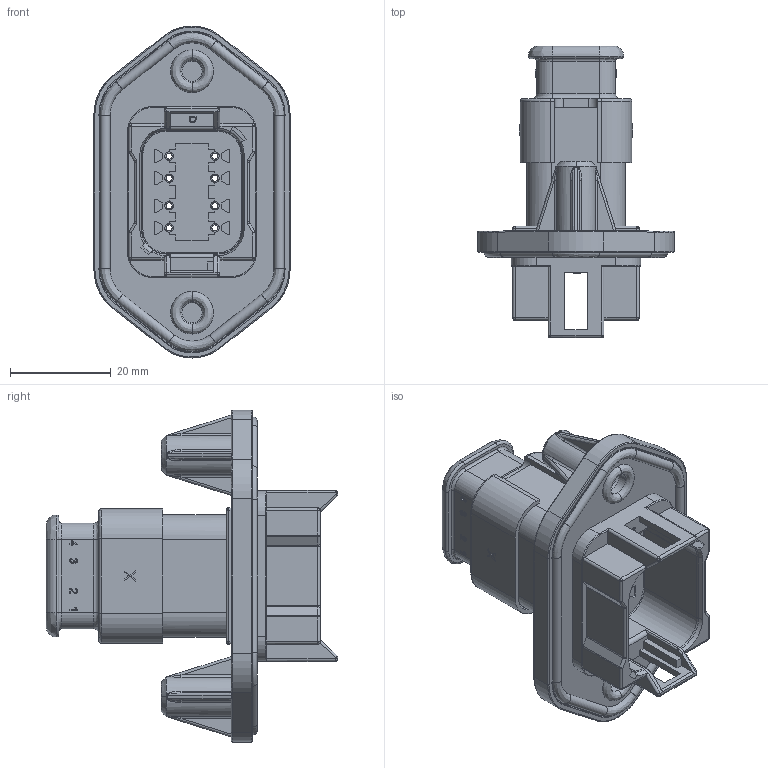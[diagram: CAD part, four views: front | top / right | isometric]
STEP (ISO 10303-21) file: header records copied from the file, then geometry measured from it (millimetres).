
FILE_DESCRIPTION (( 'STEP AP214' ), '1' );
FILE_NAME ('AT04-08PD-PM15-Customer-Model.STEP', '2018-03-28T17:19:26', ( '' ), ( '' ), 'SwSTEP 2.0', 'SolidWorks 2017', '' );
FILE_SCHEMA (( 'AUTOMOTIVE_DESIGN' ));
Length unit declared in the file: millimetre
Products named in the file (1): AT04-08PD-PM15-Customer-Model
Bounding box: 39 x 58 x 66 mm (x, y, z)
Volume: 26594.8 mm3; surface area: 18541.3 mm2
Topology: 1 solids, 39 shells, 2053 faces, 5409 edges, 3473 vertices
Faces by surface type: plane 1234, bspline 435, cylinder 352, cone 32
Entity records: 72977 total; most frequent: CARTESIAN_POINT 25139, ORIENTED_EDGE 10748, DIRECTION 8574, EDGE_CURVE 5374, LINE 3546, VECTOR 3546, VERTEX_POINT 3473, AXIS2_PLACEMENT_3D 2514
